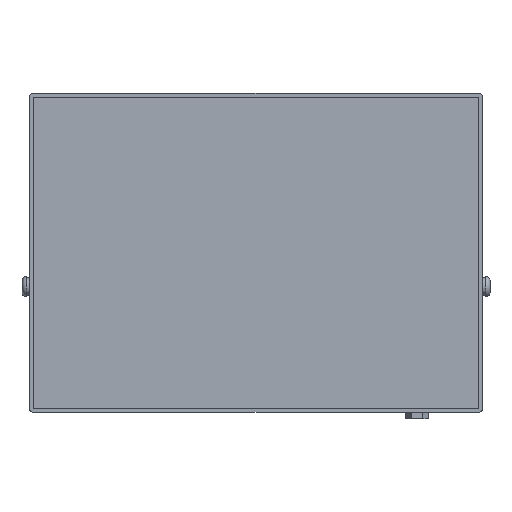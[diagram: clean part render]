
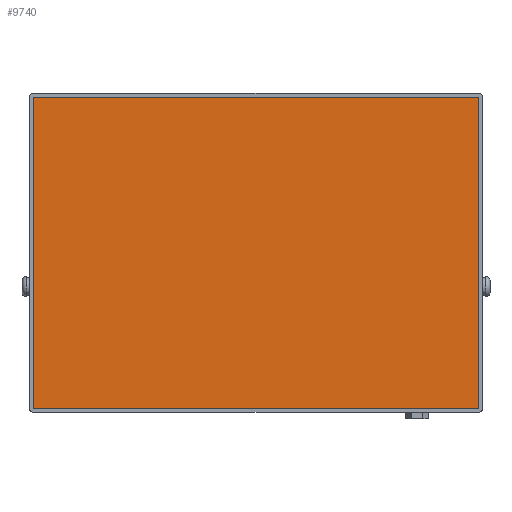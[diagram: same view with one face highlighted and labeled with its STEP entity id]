
A CAD part, top view. The second image highlights one B-rep face of the part: STEP entity #9740.
In plain terms, the highlighted planar face has unit normal (0, 0, 1).
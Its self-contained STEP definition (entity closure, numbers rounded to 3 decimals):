
#523 = VERTEX_POINT ( 'NONE', #8565 ) ;
#926 = ORIENTED_EDGE ( 'NONE', *, *, #1906, .T. ) ;
#1371 = LINE ( 'NONE', #12915, #4030 ) ;
#1556 = LINE ( 'NONE', #12333, #10811 ) ;
#1646 = LINE ( 'NONE', #8163, #8478 ) ;
#1906 = EDGE_CURVE ( 'NONE', #523, #9546, #1371, .T. ) ;
#2358 = ORIENTED_EDGE ( 'NONE', *, *, #9455, .T. ) ;
#2636 = PLANE ( 'NONE',  #12495 ) ;
#2841 = CARTESIAN_POINT ( 'NONE',  ( 0., 0., 3.05 ) ) ;
#3293 = VERTEX_POINT ( 'NONE', #8100 ) ;
#3761 = ORIENTED_EDGE ( 'NONE', *, *, #9696, .T. ) ;
#4030 = VECTOR ( 'NONE', #6562, 1000. ) ;
#4819 = FACE_OUTER_BOUND ( 'NONE', #9317, .T. ) ;
#5028 = CARTESIAN_POINT ( 'NONE',  ( -156.5, -109.5, 3.05 ) ) ;
#5900 = DIRECTION ( 'NONE',  ( 0., -1., 0. ) ) ;
#6011 = EDGE_CURVE ( 'NONE', #9546, #9732, #1556, .T. ) ;
#6502 = CARTESIAN_POINT ( 'NONE',  ( -156.5, 109.5, 3.05 ) ) ;
#6562 = DIRECTION ( 'NONE',  ( -1., 0., 0. ) ) ;
#6688 = ORIENTED_EDGE ( 'NONE', *, *, #6011, .T. ) ;
#6709 = CARTESIAN_POINT ( 'NONE',  ( 156.5, 109.5, 3.05 ) ) ;
#8100 = CARTESIAN_POINT ( 'NONE',  ( 156.5, -109.5, 3.05 ) ) ;
#8163 = CARTESIAN_POINT ( 'NONE',  ( 156.5, -109.5, 3.05 ) ) ;
#8478 = VECTOR ( 'NONE', #12419, 1000. ) ;
#8565 = CARTESIAN_POINT ( 'NONE',  ( 156.5, 109.5, 3.05 ) ) ;
#9317 = EDGE_LOOP ( 'NONE', ( #6688, #2358, #3761, #926 ) ) ;
#9455 = EDGE_CURVE ( 'NONE', #9732, #3293, #1646, .T. ) ;
#9546 = VERTEX_POINT ( 'NONE', #6502 ) ;
#9696 = EDGE_CURVE ( 'NONE', #3293, #523, #12085, .T. ) ;
#9732 = VERTEX_POINT ( 'NONE', #5028 ) ;
#9740 = ADVANCED_FACE ( 'NONE', ( #4819 ), #2636, .F. ) ;
#9858 = DIRECTION ( 'NONE',  ( 0., 1., 0. ) ) ;
#10406 = DIRECTION ( 'NONE',  ( 0., 0., -1. ) ) ;
#10811 = VECTOR ( 'NONE', #5900, 1000. ) ;
#12035 = VECTOR ( 'NONE', #9858, 1000. ) ;
#12085 = LINE ( 'NONE', #6709, #12035 ) ;
#12295 = DIRECTION ( 'NONE',  ( -1., 0., 0. ) ) ;
#12333 = CARTESIAN_POINT ( 'NONE',  ( -156.5, 109.5, 3.05 ) ) ;
#12419 = DIRECTION ( 'NONE',  ( 1., 0., 0. ) ) ;
#12495 = AXIS2_PLACEMENT_3D ( 'NONE', #2841, #10406, #12295 ) ;
#12915 = CARTESIAN_POINT ( 'NONE',  ( 156.5, 109.5, 3.05 ) ) ;
